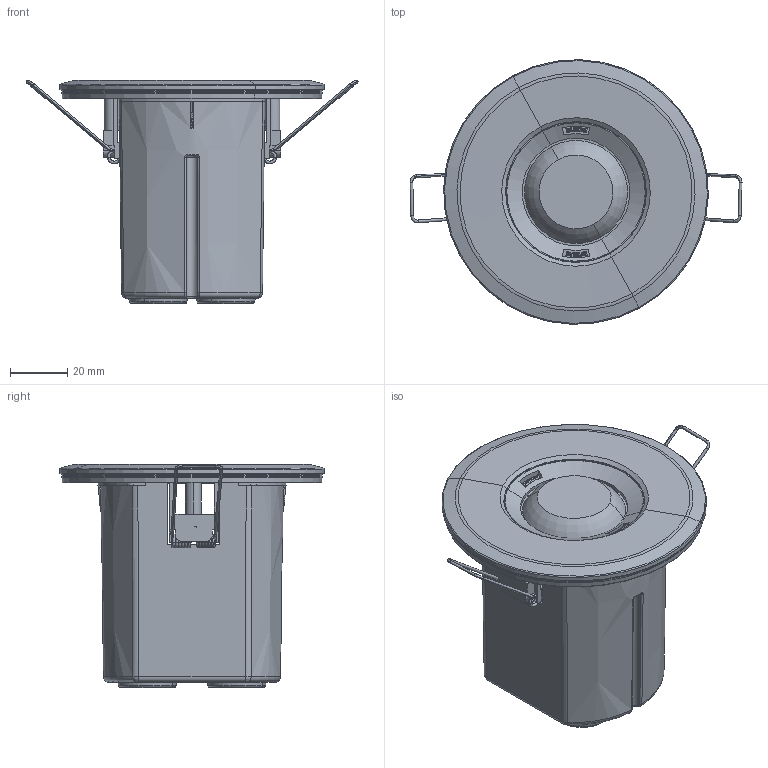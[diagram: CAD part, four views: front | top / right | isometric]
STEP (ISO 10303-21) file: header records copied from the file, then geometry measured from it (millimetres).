
FILE_DESCRIPTION(('',''),'2;1');
FILE_NAME('','',('none'),('none'),'','','none');
FILE_SCHEMA(('AUTOMOTIVE_DESIGN { 1 0 10303 214 1 1 1 1 }'));
Length unit declared in the file: millimetre
Products named in the file (1): EP10426858
Bounding box: 116.44 x 92.86 x 78.56 mm (x, y, z)
Volume: 216638.4 mm3; surface area: 54587.2 mm2
Topology: 13 solids, 13 shells, 538 faces, 1236 edges, 717 vertices
Faces by surface type: bspline 170, plane 154, cylinder 100, torus 66, cone 38, sphere 10
Entity records: 34366 total; most frequent: CARTESIAN_POINT 24520, ORIENTED_EDGE 2452, DIRECTION 1333, EDGE_CURVE 1226, VERTEX_POINT 717, AXIS2_PLACEMENT_3D 601, EDGE_LOOP 557, ADVANCED_FACE 538
